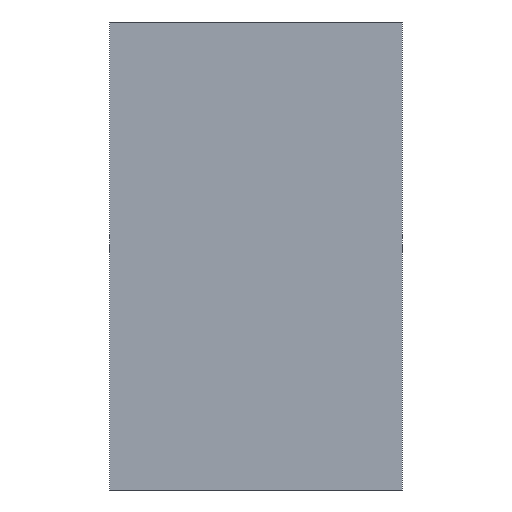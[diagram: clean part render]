
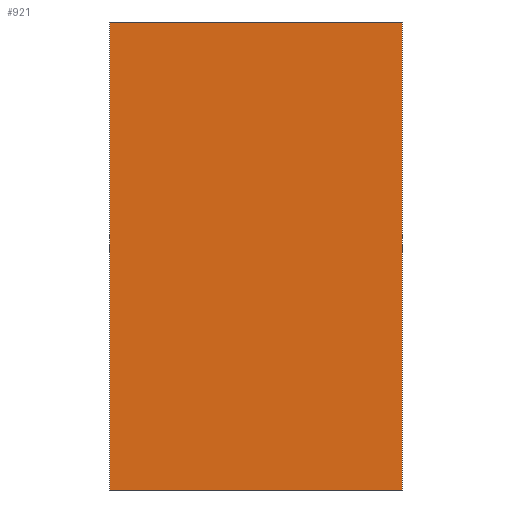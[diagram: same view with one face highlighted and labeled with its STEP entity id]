
A CAD part, left-side view. The second image highlights one B-rep face of the part: STEP entity #921.
In plain terms, the highlighted planar face has unit normal (-1, 0, 0).
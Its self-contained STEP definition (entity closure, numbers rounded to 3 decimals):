
#11 = VECTOR ( 'NONE', #1027, 1000. ) ;
#20 = LINE ( 'NONE', #904, #112 ) ;
#46 = ORIENTED_EDGE ( 'NONE', *, *, #731, .F. ) ;
#64 = CARTESIAN_POINT ( 'NONE',  ( -0.75, 0.5, 0.4 ) ) ;
#98 = AXIS2_PLACEMENT_3D ( 'NONE', #979, #1051, #495 ) ;
#112 = VECTOR ( 'NONE', #410, 1000. ) ;
#152 = CARTESIAN_POINT ( 'NONE',  ( -0.75, 0.5, 0.4 ) ) ;
#172 = CARTESIAN_POINT ( 'NONE',  ( -0.75, 0., 0.4 ) ) ;
#240 = ORIENTED_EDGE ( 'NONE', *, *, #389, .T. ) ;
#266 = VERTEX_POINT ( 'NONE', #579 ) ;
#289 = LINE ( 'NONE', #64, #998 ) ;
#345 = CARTESIAN_POINT ( 'NONE',  ( -0.75, 0., 0.4 ) ) ;
#348 = LINE ( 'NONE', #172, #1008 ) ;
#349 = EDGE_LOOP ( 'NONE', ( #240, #967, #46, #788 ) ) ;
#380 = EDGE_CURVE ( 'NONE', #407, #668, #348, .T. ) ;
#389 = EDGE_CURVE ( 'NONE', #266, #668, #20, .T. ) ;
#407 = VERTEX_POINT ( 'NONE', #345 ) ;
#410 = DIRECTION ( 'NONE',  ( 0., -1., 0. ) ) ;
#495 = DIRECTION ( 'NONE',  ( 0., 0., -1. ) ) ;
#579 = CARTESIAN_POINT ( 'NONE',  ( -0.75, 0.5, -0.4 ) ) ;
#634 = CARTESIAN_POINT ( 'NONE',  ( -0.75, 0., -0.4 ) ) ;
#668 = VERTEX_POINT ( 'NONE', #634 ) ;
#715 = CARTESIAN_POINT ( 'NONE',  ( -0.75, 0., 0.4 ) ) ;
#721 = DIRECTION ( 'NONE',  ( 0., 0., -1. ) ) ;
#731 = EDGE_CURVE ( 'NONE', #900, #407, #744, .T. ) ;
#744 = LINE ( 'NONE', #715, #11 ) ;
#788 = ORIENTED_EDGE ( 'NONE', *, *, #809, .T. ) ;
#809 = EDGE_CURVE ( 'NONE', #900, #266, #289, .T. ) ;
#822 = DIRECTION ( 'NONE',  ( 0., 0., -1. ) ) ;
#900 = VERTEX_POINT ( 'NONE', #152 ) ;
#904 = CARTESIAN_POINT ( 'NONE',  ( -0.75, 0., -0.4 ) ) ;
#921 = ADVANCED_FACE ( 'NONE', ( #968 ), #977, .F. ) ;
#967 = ORIENTED_EDGE ( 'NONE', *, *, #380, .F. ) ;
#968 = FACE_OUTER_BOUND ( 'NONE', #349, .T. ) ;
#977 = PLANE ( 'NONE',  #98 ) ;
#979 = CARTESIAN_POINT ( 'NONE',  ( -0.75, 0., 0.4 ) ) ;
#998 = VECTOR ( 'NONE', #721, 1000. ) ;
#1008 = VECTOR ( 'NONE', #822, 1000. ) ;
#1027 = DIRECTION ( 'NONE',  ( 0., -1., 0. ) ) ;
#1051 = DIRECTION ( 'NONE',  ( 1., 0., 0. ) ) ;
